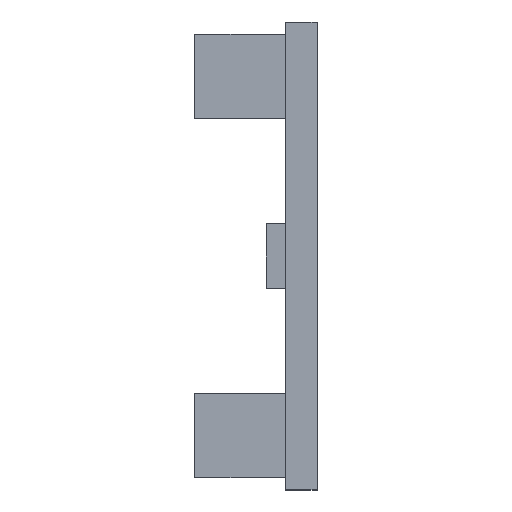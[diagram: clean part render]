
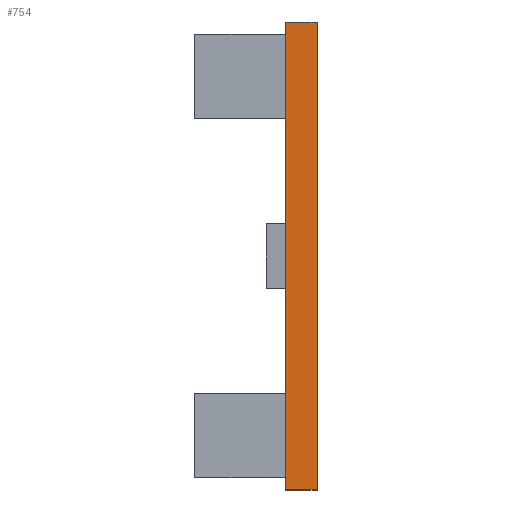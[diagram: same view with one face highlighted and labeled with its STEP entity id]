
A CAD part, left-side view. The second image highlights one B-rep face of the part: STEP entity #754.
In plain terms, the highlighted planar face has unit normal (-1, 0, 0).
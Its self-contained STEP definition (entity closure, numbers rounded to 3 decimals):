
#754 = ADVANCED_FACE ( 'NONE', ( #3814 ), #2678, .F. ) ;
#836 = AXIS2_PLACEMENT_3D ( 'NONE', #5555, #6176, #7640 ) ;
#1032 = VECTOR ( 'NONE', #7604, 1000. ) ;
#1047 = CARTESIAN_POINT ( 'NONE',  ( -279.75, 1.5, 11. ) ) ;
#1055 = VERTEX_POINT ( 'NONE', #2993 ) ;
#1168 = CARTESIAN_POINT ( 'NONE',  ( -279.75, 1.5, 11. ) ) ;
#1275 = LINE ( 'NONE', #3028, #4595 ) ;
#1639 = LINE ( 'NONE', #5095, #9166 ) ;
#1751 = CARTESIAN_POINT ( 'NONE',  ( -279.75, 1.5, -11. ) ) ;
#1756 = EDGE_CURVE ( 'NONE', #1055, #1831, #5343, .T. ) ;
#1831 = VERTEX_POINT ( 'NONE', #6779 ) ;
#2614 = CARTESIAN_POINT ( 'NONE',  ( -279.75, 0., 11. ) ) ;
#2678 = PLANE ( 'NONE',  #836 ) ;
#2936 = DIRECTION ( 'NONE',  ( 0., 0., 1. ) ) ;
#2993 = CARTESIAN_POINT ( 'NONE',  ( -279.75, 1.5, -11. ) ) ;
#3028 = CARTESIAN_POINT ( 'NONE',  ( -279.75, 1.5, 11. ) ) ;
#3814 = FACE_OUTER_BOUND ( 'NONE', #8872, .T. ) ;
#3952 = DIRECTION ( 'NONE',  ( 0., -1., 0. ) ) ;
#4026 = EDGE_CURVE ( 'NONE', #1831, #8701, #1639, .T. ) ;
#4311 = ORIENTED_EDGE ( 'NONE', *, *, #4026, .T. ) ;
#4342 = VERTEX_POINT ( 'NONE', #1047 ) ;
#4360 = EDGE_CURVE ( 'NONE', #4342, #8701, #4621, .T. ) ;
#4595 = VECTOR ( 'NONE', #7889, 1000. ) ;
#4621 = LINE ( 'NONE', #1168, #7288 ) ;
#5095 = CARTESIAN_POINT ( 'NONE',  ( -279.75, 0., 11. ) ) ;
#5343 = LINE ( 'NONE', #1751, #1032 ) ;
#5555 = CARTESIAN_POINT ( 'NONE',  ( -279.75, 1.5, 11. ) ) ;
#6176 = DIRECTION ( 'NONE',  ( 1., 0., 0. ) ) ;
#6779 = CARTESIAN_POINT ( 'NONE',  ( -279.75, 0., -11. ) ) ;
#6971 = EDGE_CURVE ( 'NONE', #1055, #4342, #1275, .T. ) ;
#7288 = VECTOR ( 'NONE', #3952, 1000. ) ;
#7300 = ORIENTED_EDGE ( 'NONE', *, *, #6971, .F. ) ;
#7604 = DIRECTION ( 'NONE',  ( 0., -1., 0. ) ) ;
#7640 = DIRECTION ( 'NONE',  ( 0., 0., -1. ) ) ;
#7889 = DIRECTION ( 'NONE',  ( 0., 0., 1. ) ) ;
#8670 = ORIENTED_EDGE ( 'NONE', *, *, #4360, .F. ) ;
#8701 = VERTEX_POINT ( 'NONE', #2614 ) ;
#8872 = EDGE_LOOP ( 'NONE', ( #4311, #8670, #7300, #9114 ) ) ;
#9114 = ORIENTED_EDGE ( 'NONE', *, *, #1756, .T. ) ;
#9166 = VECTOR ( 'NONE', #2936, 1000. ) ;
